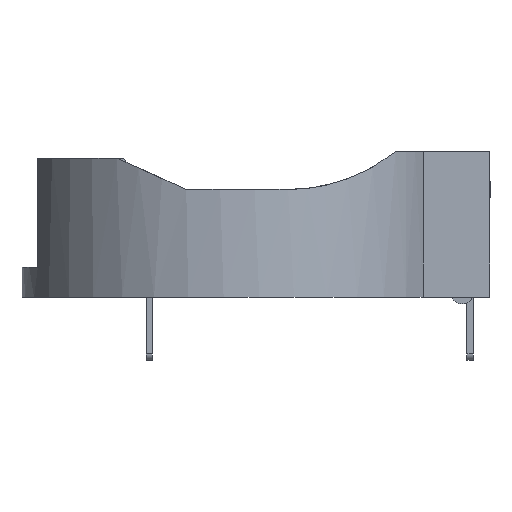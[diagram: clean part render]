
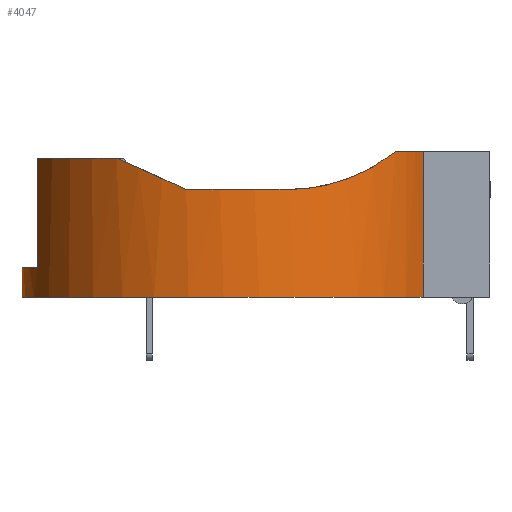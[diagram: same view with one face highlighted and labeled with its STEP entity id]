
A CAD part, front view. The second image highlights one B-rep face of the part: STEP entity #4047.
In plain terms, the highlighted cylindrical face has radius 13.25 mm (diameter 26.5 mm), a partial arc.
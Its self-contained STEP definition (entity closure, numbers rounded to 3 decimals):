
#364 = CARTESIAN_POINT ( 'NONE',  ( 7.011, -10.135, 8. ) ) ;
#417 = CARTESIAN_POINT ( 'NONE',  ( -1.55, 0., 6.809 ) ) ;
#571 = CARTESIAN_POINT ( 'NONE',  ( -1.55, 0., 1.9 ) ) ;
#577 = CARTESIAN_POINT ( 'NONE',  ( -4.407, -12.938, 6.809 ) ) ;
#815 = CARTESIAN_POINT ( 'NONE',  ( -5.982, -12.591, 7.52 ) ) ;
#850 = AXIS2_PLACEMENT_3D ( 'NONE', #13358, #11586, #10159 ) ;
#1498 = ORIENTED_EDGE ( 'NONE', *, *, #10240, .T. ) ;
#1525 = CARTESIAN_POINT ( 'NONE',  ( 7.98, -9.229, 8.565 ) ) ;
#1529 = DIRECTION ( 'NONE',  ( 0., 0., -1. ) ) ;
#1555 = CARTESIAN_POINT ( 'NONE',  ( -14.8, 0., 9.2 ) ) ;
#1611 = EDGE_CURVE ( 'NONE', #6285, #9721, #14466, .T. ) ;
#1619 = CARTESIAN_POINT ( 'NONE',  ( 5.332, -11.344, 7.303 ) ) ;
#1798 = CARTESIAN_POINT ( 'NONE',  ( 2.745, -12.556, 6.809 ) ) ;
#1955 = VERTEX_POINT ( 'NONE', #6987 ) ;
#2037 = EDGE_CURVE ( 'NONE', #16503, #13549, #8543, .T. ) ;
#2099 = EDGE_CURVE ( 'NONE', #1955, #7250, #15895, .T. ) ;
#2160 = CARTESIAN_POINT ( 'NONE',  ( -4.407, -12.938, 6.809 ) ) ;
#2265 = CARTESIAN_POINT ( 'NONE',  ( -13.791, -5.071, 1.9 ) ) ;
#2329 = FACE_OUTER_BOUND ( 'NONE', #11989, .T. ) ;
#2811 = CARTESIAN_POINT ( 'NONE',  ( 2.04, -12.754, 6.809 ) ) ;
#2835 = LINE ( 'NONE', #1555, #9923 ) ;
#2899 = ORIENTED_EDGE ( 'NONE', *, *, #11909, .T. ) ;
#2900 = CARTESIAN_POINT ( 'NONE',  ( 8.829, -8.237, 9.2 ) ) ;
#3072 = CARTESIAN_POINT ( 'NONE',  ( -1.55, 0., 9.2 ) ) ;
#3597 = CARTESIAN_POINT ( 'NONE',  ( -8.816, -11.08, 8.8 ) ) ;
#3696 = ORIENTED_EDGE ( 'NONE', *, *, #11036, .T. ) ;
#3859 = CYLINDRICAL_SURFACE ( 'NONE', #10739, 13.25 ) ;
#4047 = ADVANCED_FACE ( 'NONE', ( #2329 ), #3859, .T. ) ;
#4131 = VECTOR ( 'NONE', #1529, 1000. ) ;
#4628 = DIRECTION ( 'NONE',  ( -1., 0., 0. ) ) ;
#4633 = VECTOR ( 'NONE', #9138, 1000. ) ;
#4750 = CIRCLE ( 'NONE', #14164, 13.25 ) ;
#5045 = EDGE_CURVE ( 'NONE', #13549, #9721, #4750, .T. ) ;
#5106 = EDGE_CURVE ( 'NONE', #17442, #16503, #7563, .T. ) ;
#5467 = VERTEX_POINT ( 'NONE', #9850 ) ;
#5557 = DIRECTION ( 'NONE',  ( 1., 0., 0. ) ) ;
#5712 = CARTESIAN_POINT ( 'NONE',  ( 10.572, -5.35, 0. ) ) ;
#5714 = CIRCLE ( 'NONE', #850, 13.25 ) ;
#5720 = ORIENTED_EDGE ( 'NONE', *, *, #5106, .T. ) ;
#5919 = LINE ( 'NONE', #13792, #4131 ) ;
#6285 = VERTEX_POINT ( 'NONE', #2265 ) ;
#6447 = DIRECTION ( 'NONE',  ( -1., 0., 0. ) ) ;
#6827 = DIRECTION ( 'NONE',  ( 0., 0., -1. ) ) ;
#6987 = CARTESIAN_POINT ( 'NONE',  ( 8.829, -8.237, 9.2 ) ) ;
#6991 = CARTESIAN_POINT ( 'NONE',  ( 2.04, -12.754, 6.809 ) ) ;
#7250 = VERTEX_POINT ( 'NONE', #13339 ) ;
#7563 = CIRCLE ( 'NONE', #9271, 13.25 ) ;
#7756 = CARTESIAN_POINT ( 'NONE',  ( -1.55, 0., 9.2 ) ) ;
#7821 = ORIENTED_EDGE ( 'NONE', *, *, #2099, .F. ) ;
#8261 = CARTESIAN_POINT ( 'NONE',  ( -13.791, -5.071, 8.8 ) ) ;
#8267 = B_SPLINE_CURVE_WITH_KNOTS ( 'NONE', 3,
 ( #2900, #9909, #1525, #364, #8283, #1619, #13705, #13788, #1798, #2811 ),
 .UNSPECIFIED., .F., .F.,
 ( 4, 2, 2, 2, 4 ),
 ( 0., 0.002, 0.004, 0.006, 0.009 ),
 .UNSPECIFIED. ) ;
#8283 = CARTESIAN_POINT ( 'NONE',  ( 6.485, -10.559, 7.743 ) ) ;
#8400 = ORIENTED_EDGE ( 'NONE', *, *, #2037, .T. ) ;
#8442 = VERTEX_POINT ( 'NONE', #5712 ) ;
#8543 =( BOUNDED_CURVE ( )  B_SPLINE_CURVE ( 3, ( #2160, #815, #15842, #3597 ),
 .UNSPECIFIED., .F., .F. ) 
 B_SPLINE_CURVE_WITH_KNOTS ( ( 4, 4 ),
 ( 1.788, 2.151 ),
 .UNSPECIFIED. ) 
 CURVE ( )  GEOMETRIC_REPRESENTATION_ITEM ( )  RATIONAL_B_SPLINE_CURVE ( ( 1., 0.989, 0.989, 1. ) ) 
 REPRESENTATION_ITEM ( '' )  );
#9138 = DIRECTION ( 'NONE',  ( 0., 0., 1. ) ) ;
#9188 = CARTESIAN_POINT ( 'NONE',  ( -8.816, -11.08, 8.8 ) ) ;
#9271 = AXIS2_PLACEMENT_3D ( 'NONE', #417, #9969, #14020 ) ;
#9721 = VERTEX_POINT ( 'NONE', #8261 ) ;
#9775 = CARTESIAN_POINT ( 'NONE',  ( -1.55, 0., 8.8 ) ) ;
#9805 = AXIS2_PLACEMENT_3D ( 'NONE', #571, #15938, #13355 ) ;
#9850 = CARTESIAN_POINT ( 'NONE',  ( -14.8, 0., 1.9 ) ) ;
#9868 = AXIS2_PLACEMENT_3D ( 'NONE', #3072, #14057, #5557 ) ;
#9909 = CARTESIAN_POINT ( 'NONE',  ( 8.423, -8.748, 8.874 ) ) ;
#9923 = VECTOR ( 'NONE', #6827, 1000. ) ;
#9969 = DIRECTION ( 'NONE',  ( 0., 0., -1. ) ) ;
#10159 = DIRECTION ( 'NONE',  ( 1., 0., 0. ) ) ;
#10240 = EDGE_CURVE ( 'NONE', #5467, #12522, #2835, .T. ) ;
#10389 = ORIENTED_EDGE ( 'NONE', *, *, #10475, .F. ) ;
#10475 = EDGE_CURVE ( 'NONE', #7250, #8442, #5919, .T. ) ;
#10739 = AXIS2_PLACEMENT_3D ( 'NONE', #7756, #13336, #6447 ) ;
#10951 = CIRCLE ( 'NONE', #9805, 13.25 ) ;
#11036 = EDGE_CURVE ( 'NONE', #6285, #5467, #10951, .T. ) ;
#11586 = DIRECTION ( 'NONE',  ( 0., 0., 1. ) ) ;
#11909 = EDGE_CURVE ( 'NONE', #12522, #8442, #5714, .T. ) ;
#11989 = EDGE_LOOP ( 'NONE', ( #3696, #1498, #2899, #10389, #7821, #12985, #5720, #8400, #16672, #14731 ) ) ;
#12522 = VERTEX_POINT ( 'NONE', #16211 ) ;
#12985 = ORIENTED_EDGE ( 'NONE', *, *, #14329, .T. ) ;
#13113 = CARTESIAN_POINT ( 'NONE',  ( -13.791, -5.071, -8.613 ) ) ;
#13336 = DIRECTION ( 'NONE',  ( 0., 0., -1. ) ) ;
#13339 = CARTESIAN_POINT ( 'NONE',  ( 10.572, -5.35, 9.2 ) ) ;
#13355 = DIRECTION ( 'NONE',  ( 1., 0., 0. ) ) ;
#13358 = CARTESIAN_POINT ( 'NONE',  ( -1.55, 0., 0. ) ) ;
#13549 = VERTEX_POINT ( 'NONE', #9188 ) ;
#13705 = CARTESIAN_POINT ( 'NONE',  ( 4.723, -11.693, 7.126 ) ) ;
#13788 = CARTESIAN_POINT ( 'NONE',  ( 3.433, -12.298, 6.879 ) ) ;
#13792 = CARTESIAN_POINT ( 'NONE',  ( 10.572, -5.35, 9.2 ) ) ;
#14020 = DIRECTION ( 'NONE',  ( -1., 0., 0. ) ) ;
#14057 = DIRECTION ( 'NONE',  ( 0., 0., 1. ) ) ;
#14164 = AXIS2_PLACEMENT_3D ( 'NONE', #9775, #15270, #4628 ) ;
#14329 = EDGE_CURVE ( 'NONE', #1955, #17442, #8267, .T. ) ;
#14466 = LINE ( 'NONE', #13113, #4633 ) ;
#14731 = ORIENTED_EDGE ( 'NONE', *, *, #1611, .F. ) ;
#15270 = DIRECTION ( 'NONE',  ( 0., 0., -1. ) ) ;
#15842 = CARTESIAN_POINT ( 'NONE',  ( -7.468, -11.964, 8.191 ) ) ;
#15895 = CIRCLE ( 'NONE', #9868, 13.25 ) ;
#15938 = DIRECTION ( 'NONE',  ( 0., 0., -1. ) ) ;
#16211 = CARTESIAN_POINT ( 'NONE',  ( -14.8, 0., 0. ) ) ;
#16503 = VERTEX_POINT ( 'NONE', #577 ) ;
#16672 = ORIENTED_EDGE ( 'NONE', *, *, #5045, .T. ) ;
#17442 = VERTEX_POINT ( 'NONE', #6991 ) ;
